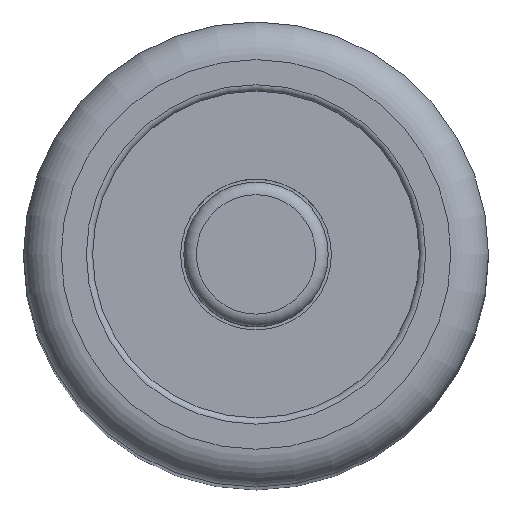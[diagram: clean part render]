
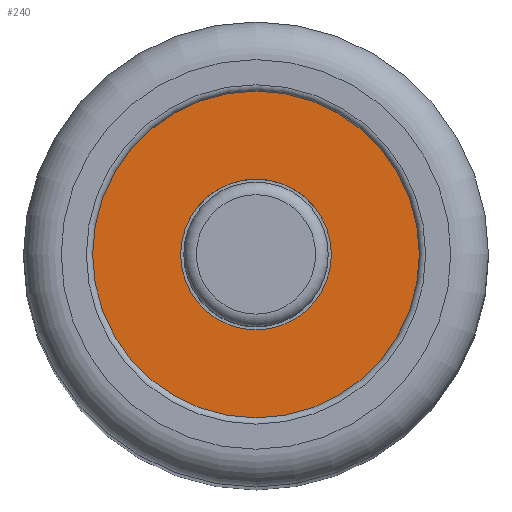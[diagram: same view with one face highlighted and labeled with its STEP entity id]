
A CAD part, top view. The second image highlights one B-rep face of the part: STEP entity #240.
In plain terms, the highlighted planar face has unit normal (0, 0, 1).
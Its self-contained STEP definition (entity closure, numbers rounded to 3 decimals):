
#41=FACE_BOUND('',#82,.T.);
#45=PLANE('',#291);
#60=FACE_OUTER_BOUND('',#81,.T.);
#81=EDGE_LOOP('',(#200));
#82=EDGE_LOOP('',(#201));
#106=CIRCLE('',#289,3.);
#108=CIRCLE('',#292,6.5);
#126=VERTEX_POINT('',#438);
#128=VERTEX_POINT('',#444);
#151=EDGE_CURVE('',#126,#126,#106,.T.);
#154=EDGE_CURVE('',#128,#128,#108,.T.);
#200=ORIENTED_EDGE('',*,*,#154,.F.);
#201=ORIENTED_EDGE('',*,*,#151,.T.);
#240=ADVANCED_FACE('',(#60,#41),#45,.T.);
#289=AXIS2_PLACEMENT_3D('',#439,#358,#359);
#291=AXIS2_PLACEMENT_3D('',#443,#363,#364);
#292=AXIS2_PLACEMENT_3D('',#445,#365,#366);
#358=DIRECTION('center_axis',(0.,0.,-1.));
#359=DIRECTION('ref_axis',(-1.,0.,0.));
#363=DIRECTION('center_axis',(0.,0.,1.));
#364=DIRECTION('ref_axis',(-1.,0.,0.));
#365=DIRECTION('center_axis',(0.,0.,-1.));
#366=DIRECTION('ref_axis',(-1.,0.,0.));
#438=CARTESIAN_POINT('',(3.,0.,69.5));
#439=CARTESIAN_POINT('Origin',(0.,0.,69.5));
#443=CARTESIAN_POINT('Origin',(0.,0.,69.5));
#444=CARTESIAN_POINT('',(6.5,0.,69.5));
#445=CARTESIAN_POINT('Origin',(0.,0.,69.5));
